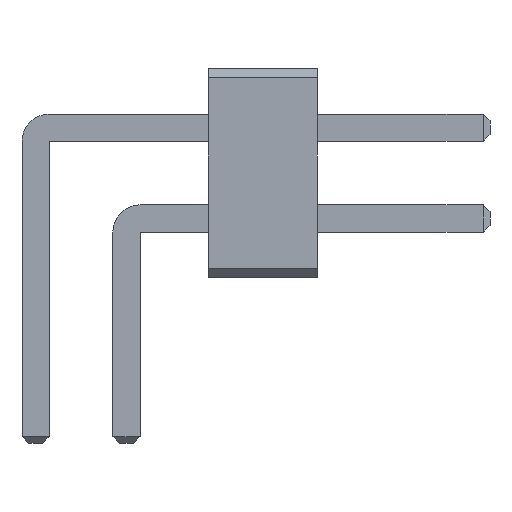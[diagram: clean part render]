
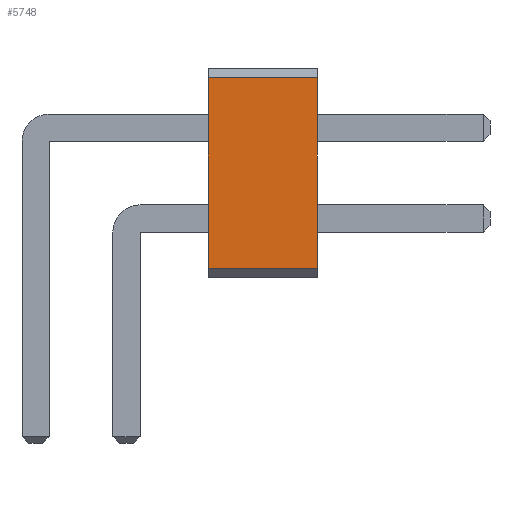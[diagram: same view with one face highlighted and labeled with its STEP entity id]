
A CAD part, front view. The second image highlights one B-rep face of the part: STEP entity #5748.
In plain terms, the highlighted planar face has unit normal (0, -1, 0).
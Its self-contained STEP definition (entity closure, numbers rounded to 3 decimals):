
#526 = VERTEX_POINT('',#527);
#527 = CARTESIAN_POINT('',(1.9,-16.5,2.2));
#533 = EDGE_CURVE('',#534,#526,#536,.T.);
#534 = VERTEX_POINT('',#535);
#535 = CARTESIAN_POINT('',(1.9,-16.5,0.1));
#536 = LINE('',#537,#538);
#537 = CARTESIAN_POINT('',(1.9,-16.5,0.1));
#538 = VECTOR('',#539,1.);
#539 = DIRECTION('',(0.,0.,1.));
#2499 = VERTEX_POINT('',#2500);
#2500 = CARTESIAN_POINT('',(3.1,-16.5,2.2));
#2506 = EDGE_CURVE('',#2507,#2499,#2509,.T.);
#2507 = VERTEX_POINT('',#2508);
#2508 = CARTESIAN_POINT('',(3.1,-16.5,0.1));
#2509 = LINE('',#2510,#2511);
#2510 = CARTESIAN_POINT('',(3.1,-16.5,0.1));
#2511 = VECTOR('',#2512,1.);
#2512 = DIRECTION('',(0.,0.,1.));
#5720 = EDGE_CURVE('',#534,#2507,#5721,.T.);
#5721 = LINE('',#5722,#5723);
#5722 = CARTESIAN_POINT('',(1.9,-16.5,0.1));
#5723 = VECTOR('',#5724,1.);
#5724 = DIRECTION('',(1.,0.,0.));
#5748 = ADVANCED_FACE('',(#5749),#5760,.T.);
#5749 = FACE_BOUND('',#5750,.T.);
#5750 = EDGE_LOOP('',(#5751,#5752,#5753,#5759));
#5751 = ORIENTED_EDGE('',*,*,#5720,.T.);
#5752 = ORIENTED_EDGE('',*,*,#2506,.T.);
#5753 = ORIENTED_EDGE('',*,*,#5754,.F.);
#5754 = EDGE_CURVE('',#526,#2499,#5755,.T.);
#5755 = LINE('',#5756,#5757);
#5756 = CARTESIAN_POINT('',(1.9,-16.5,2.2));
#5757 = VECTOR('',#5758,1.);
#5758 = DIRECTION('',(1.,0.,0.));
#5759 = ORIENTED_EDGE('',*,*,#533,.F.);
#5760 = PLANE('',#5761);
#5761 = AXIS2_PLACEMENT_3D('',#5762,#5763,#5764);
#5762 = CARTESIAN_POINT('',(1.9,-16.5,0.1));
#5763 = DIRECTION('',(0.,-1.,0.));
#5764 = DIRECTION('',(0.,0.,1.));
